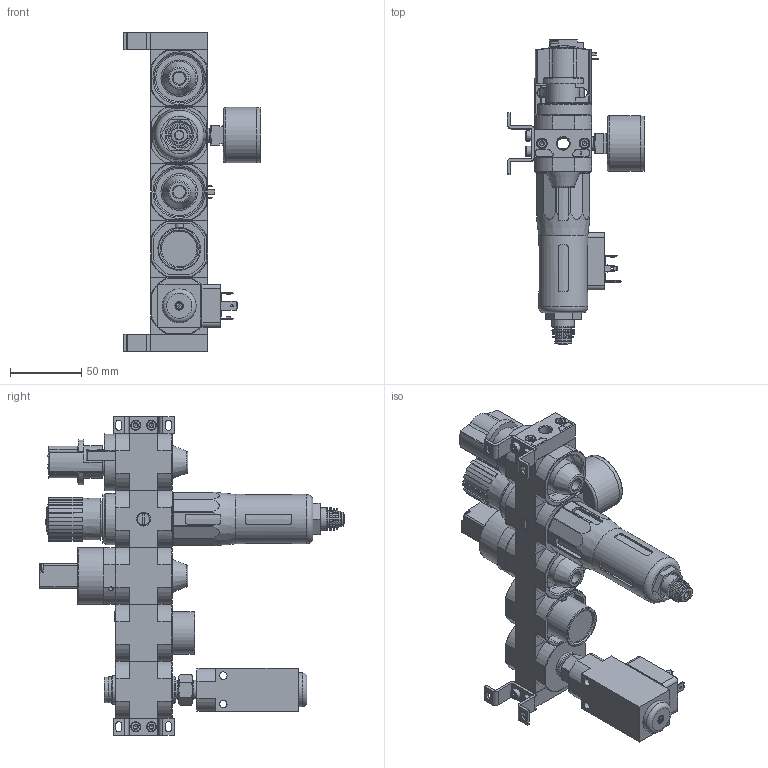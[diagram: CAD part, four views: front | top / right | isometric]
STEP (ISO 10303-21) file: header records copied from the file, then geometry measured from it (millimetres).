
FILE_DESCRIPTION(/* description */ ('STEP AP214'),/* implementation_level */ '2;1');
FILE_NAME(/* name */ '185780_LFR-1_8-D-MINI-KG-A',/* time_stamp */ '2024-09-03T20:24:51+02:00',/* author */ ('License CC BY-ND 4.0'),/* organization */ ('CADENAS'),/* preprocessor_version */ 'ST-DEVELOPER v19.3',/* originating_system */ 'PARTsolutions',/* authorisation */ ' ');
FILE_SCHEMA (('AUTOMOTIVE_DESIGN {1 0 10303 214 3 1 1}'));
Length unit declared in the file: millimetre
Products named in the file (20): 185780 LFR-1/8-D-MINI-KG-A; 380285 PBL-1/8-D-MINI-L---(1) p1; DIN-912 - M4x16(F); 159638 HFOE-D-MINI-P1; DIN-912 - M4x8(F); 380287 PBL-1/8-D-MINI-R---(0) p1; 360720 HE-MINI; 355622 FRB-D-MINI; 123589 LFR-D-MINI-A--(0); 8003637 PAGN-40-16-G18; 373845 LR-MINI; 526489 MS4-LFR-V; 746236 HEE-D-MINI-24; 364665 MSEB-3-24V-D; 360726 HEL-MINI; 724703 FRM-...-D-MINI; 151521 ESK-1/4-1/4; 175250 PEV-1/4-B-OD; DIN-908 G1/4A; 531772 OK-1/4
Assembly tree (33 placements, depth 2):
  185780 LFR-1/8-D-MINI-KG-A
    380285 PBL-1/8-D-MINI-L---(1) p1
    DIN-912 - M4x16(F)  x4
    159638 HFOE-D-MINI-P1  x2
    DIN-912 - M4x8(F)  x4
    380287 PBL-1/8-D-MINI-R---(0) p1
    360720 HE-MINI
    355622 FRB-D-MINI  x8
    123589 LFR-D-MINI-A--(0)
    8003637 PAGN-40-16-G18
    373845 LR-MINI
    526489 MS4-LFR-V
    746236 HEE-D-MINI-24
    364665 MSEB-3-24V-D
    360726 HEL-MINI
    724703 FRM-...-D-MINI
    151521 ESK-1/4-1/4
    175250 PEV-1/4-B-OD
    DIN-908 G1/4A
    531772 OK-1/4
Bounding box: 96.75 x 214.02 x 224 mm (x, y, z)
Volume: 627798.1 mm3; surface area: 156201.4 mm2
Topology: 33 solids, 34 shells, 1921 faces, 4638 edges, 2938 vertices
Faces by surface type: plane 1001, cylinder 544, cone 289, torus 69, sphere 18
Full cylindrical faces by diameter (mm): 1.65 x4, 2.013 x1, 2.459 x1, 2.5 x1, 2.9 x8, 3 x1, 3.242 x16, 3.8 x3, 4 x18, 4.3 x5, 4.5 x1, 5 x2, 5.2 x8, 5.3 x2, 5.4 x1, 5.5 x2, 5.6 x3, 6 x16, 6.2 x1, 6.9 x1, 6.93 x1, 7 x8, 7.9 x1, 8 x4, 8.2 x5, 8.4 x1, 8.566 x6, 9.2 x1, 9.728 x2, 10.6 x4
Entity records: 56522 total; most frequent: CARTESIAN_POINT 9125, DIRECTION 8085, ORIENTED_EDGE 7336, EDGE_CURVE 3668, AXIS2_PLACEMENT_3D 3084, VERTEX_POINT 2558, FACE_BOUND 2172, EDGE_LOOP 2158
